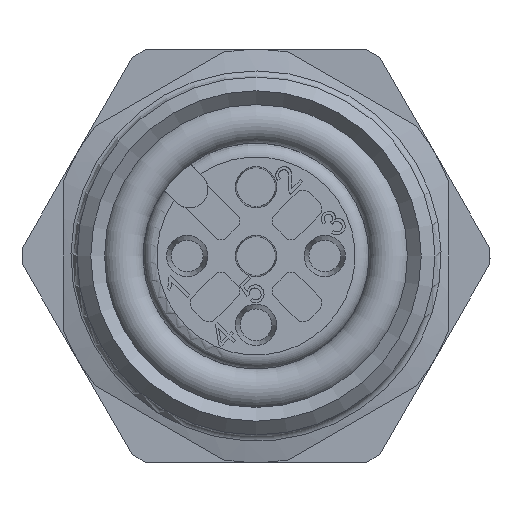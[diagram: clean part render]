
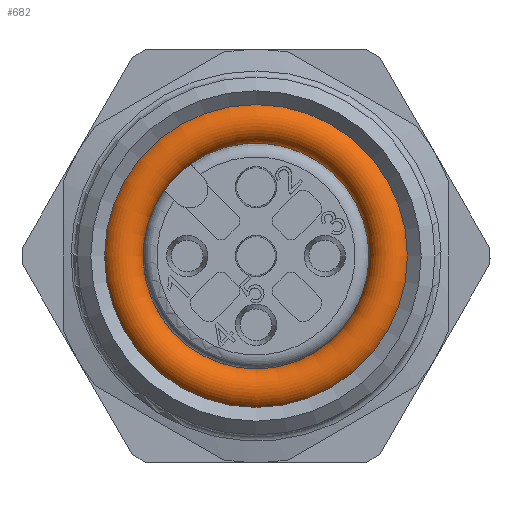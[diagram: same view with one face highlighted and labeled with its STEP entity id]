
A CAD part, left-side view. The second image highlights one B-rep face of the part: STEP entity #682.
In plain terms, the highlighted toroidal (fillet/blend) face has major radius 4.85 mm and minor radius 0.75 mm.
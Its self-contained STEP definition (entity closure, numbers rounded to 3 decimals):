
#33=VERTEX_LOOP('',#2408);
#290=TOROIDAL_SURFACE('',#3462,4.85,0.75);
#490=FACE_BOUND('',#33,.T.);
#682=ADVANCED_FACE('',(#490),#290,.T.);
#2408=VERTEX_POINT('',#5889);
#3462=AXIS2_PLACEMENT_3D('',#5890,#4222,#4223);
#4222=DIRECTION('',(1.,0.,0.));
#4223=DIRECTION('',(0.,0.,-1.));
#5889=CARTESIAN_POINT('',(8.45,0.,-5.6));
#5890=CARTESIAN_POINT('',(8.45,0.,0.));
